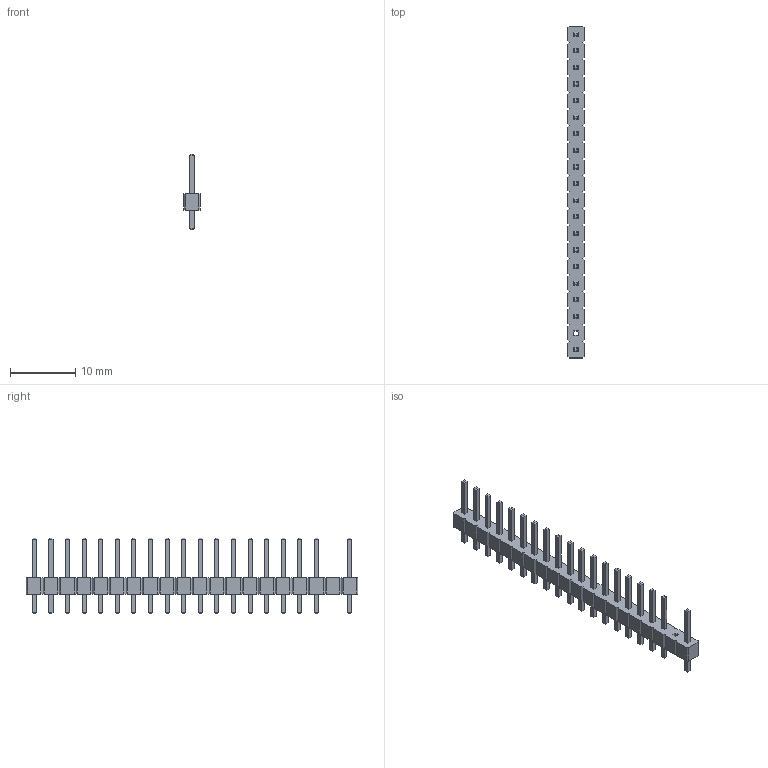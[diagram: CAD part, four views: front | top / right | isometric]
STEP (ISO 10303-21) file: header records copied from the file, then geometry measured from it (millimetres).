
FILE_DESCRIPTION(/* description */ (''),/* implementation_level */ '2;1');
FILE_NAME(/* name */ 'PinHeader_1x20_P2.54mm_Vertical.step',/* time_stamp */ '2019-11-30T21:40:43+01:00',/* author */ (''),/* organization */ (''),/* preprocessor_version */ 'ST-DEVELOPER v18',/* originating_system */ 'Autodesk Translation Framework v8.12.0.6',/* authorisation */ '');
FILE_SCHEMA (('AUTOMOTIVE_DESIGN { 1 0 10303 214 3 1 1 }'));
Length unit declared in the file: millimetre
Products named in the file (1): PinHeader_1x20_P2.54mm_Vertical
Bounding box: 2.54 x 50.8 x 11.54 mm (x, y, z)
Volume: 389.2 mm3; surface area: 975.4 mm2
Topology: 1 solids, 1 shells, 470 faces, 1138 edges, 708 vertices
Faces by surface type: plane 470
Entity records: 13743 total; most frequent: CARTESIAN_POINT 2317, ORIENTED_EDGE 2276, DIRECTION 2080, LINE 1138, VECTOR 1138, EDGE_CURVE 1138, VERTEX_POINT 708, EDGE_LOOP 510
